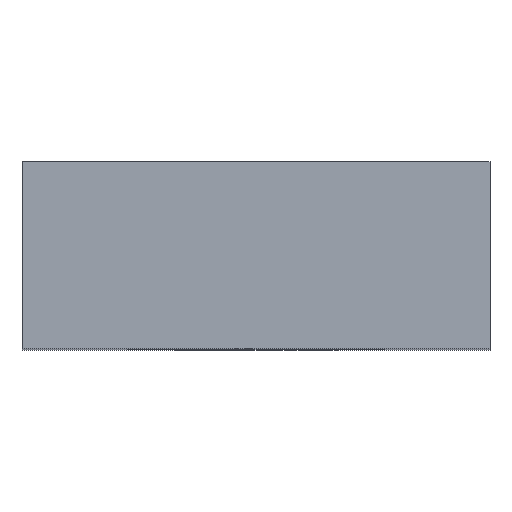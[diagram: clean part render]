
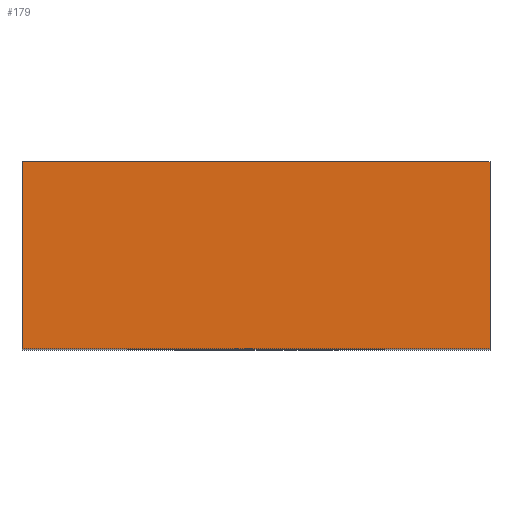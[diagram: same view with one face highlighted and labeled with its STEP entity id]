
A CAD part, top view. The second image highlights one B-rep face of the part: STEP entity #179.
In plain terms, the highlighted planar face has unit normal (0, 0, 1).
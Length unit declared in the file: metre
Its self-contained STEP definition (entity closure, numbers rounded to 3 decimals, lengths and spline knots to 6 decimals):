
#15=B_SPLINE_CURVE_WITH_KNOTS('',3,(#300,#301,#302,#303),.UNSPECIFIED.,
 .F.,.F.,(4,4),(0.,1.),.UNSPECIFIED.);
#17=LINE('',#265,#30);
#21=LINE('',#278,#34);
#25=LINE('',#291,#38);
#27=LINE('',#294,#40);
#30=VECTOR('',#220,1.);
#34=VECTOR('',#230,1.);
#38=VECTOR('',#240,1.);
#40=VECTOR('',#244,1.);
#74=ORIENTED_EDGE('',*,*,#87,.F.);
#75=ORIENTED_EDGE('',*,*,#99,.T.);
#76=ORIENTED_EDGE('',*,*,#93,.T.);
#77=ORIENTED_EDGE('',*,*,#101,.T.);
#78=ORIENTED_EDGE('',*,*,#104,.T.);
#87=EDGE_CURVE('',#108,#109,#17,.T.);
#93=EDGE_CURVE('',#114,#115,#21,.T.);
#99=EDGE_CURVE('',#108,#114,#25,.T.);
#101=EDGE_CURVE('',#115,#120,#27,.T.);
#104=EDGE_CURVE('',#120,#109,#15,.T.);
#108=VERTEX_POINT('',#266);
#109=VERTEX_POINT('',#267);
#114=VERTEX_POINT('',#279);
#115=VERTEX_POINT('',#280);
#120=VERTEX_POINT('',#295);
#140=EDGE_LOOP('',(#74,#75,#76,#77,#78));
#159=FACE_BOUND('',#140,.T.);
#172=PLANE('',#208);
#179=ADVANCED_FACE('',(#159),#172,.T.);
#208=AXIS2_PLACEMENT_3D('',#309,#251,#252);
#220=DIRECTION('',(1.,0.,0.));
#230=DIRECTION('',(1.,0.,0.));
#240=DIRECTION('',(0.,-1.,0.));
#244=DIRECTION('',(0.,1.,0.));
#251=DIRECTION('',(0.,0.,1.));
#252=DIRECTION('',(1.,0.,0.));
#265=CARTESIAN_POINT('',(-0.21,0.365986,0.289857));
#266=CARTESIAN_POINT('',(-0.215,0.365986,0.289857));
#267=CARTESIAN_POINT('',(-0.20542,0.365986,0.289857));
#278=CARTESIAN_POINT('',(-0.21,0.361986,0.289857));
#279=CARTESIAN_POINT('',(-0.215,0.361986,0.289857));
#280=CARTESIAN_POINT('',(-0.205,0.361986,0.289857));
#291=CARTESIAN_POINT('',(-0.215,0.363986,0.289857));
#294=CARTESIAN_POINT('',(-0.205,0.363986,0.289857));
#295=CARTESIAN_POINT('',(-0.205,0.365986,0.289857));
#300=CARTESIAN_POINT('',(-0.205,0.365986,0.289857));
#301=CARTESIAN_POINT('',(-0.20514,0.365986,0.289857));
#302=CARTESIAN_POINT('',(-0.20528,0.365986,0.289857));
#303=CARTESIAN_POINT('',(-0.20542,0.365986,0.289857));
#309=CARTESIAN_POINT('',(-0.21,0.373986,0.289857));
